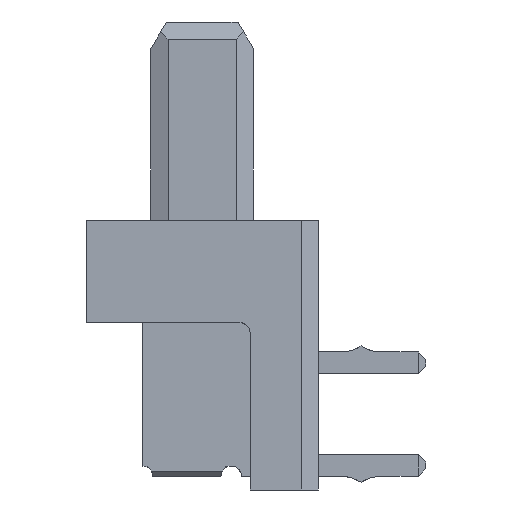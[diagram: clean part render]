
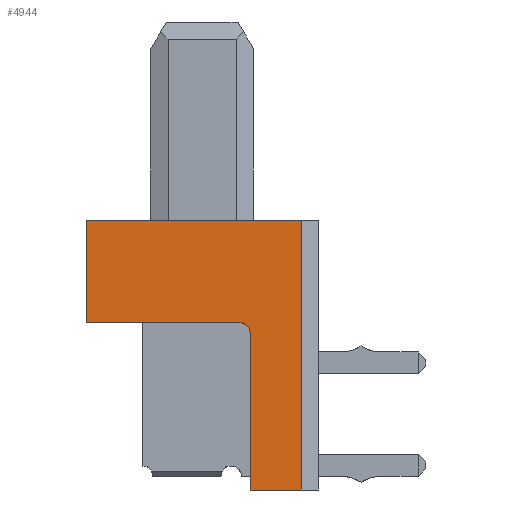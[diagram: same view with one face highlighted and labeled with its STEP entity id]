
A CAD part, left-side view. The second image highlights one B-rep face of the part: STEP entity #4944.
In plain terms, the highlighted planar face has unit normal (1, 0, 0).
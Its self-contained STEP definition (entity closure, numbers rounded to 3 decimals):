
#4944=ADVANCED_FACE('',(#5909),#5462,.T.);
#5462=PLANE('',#20017);
#5909=FACE_OUTER_BOUND('',#6415,.T.);
#6415=EDGE_LOOP('',(#7478,#7479,#7480,#7481,#7482,#7483,#7484));
#6964=B_SPLINE_CURVE_WITH_KNOTS('',3,(#24121,#24122,#24123,#24124),.UNSPECIFIED.,
 .F.,.F.,(4,4),(0.,1.),.UNSPECIFIED.);
#7478=ORIENTED_EDGE('',*,*,#13018,.T.);
#7479=ORIENTED_EDGE('',*,*,#13019,.T.);
#7480=ORIENTED_EDGE('',*,*,#13020,.T.);
#7481=ORIENTED_EDGE('',*,*,#13021,.T.);
#7482=ORIENTED_EDGE('',*,*,#13022,.T.);
#7483=ORIENTED_EDGE('',*,*,#13023,.T.);
#7484=ORIENTED_EDGE('',*,*,#13024,.T.);
#10248=VERTEX_POINT('',#24115);
#10249=VERTEX_POINT('',#24116);
#10250=VERTEX_POINT('',#24118);
#10251=VERTEX_POINT('',#24120);
#10252=VERTEX_POINT('',#24125);
#10253=VERTEX_POINT('',#24127);
#10254=VERTEX_POINT('',#24129);
#13018=EDGE_CURVE('',#10248,#10249,#15788,.T.);
#13019=EDGE_CURVE('',#10249,#10250,#15789,.T.);
#13020=EDGE_CURVE('',#10250,#10251,#15790,.T.);
#13021=EDGE_CURVE('',#10251,#10252,#6964,.T.);
#13022=EDGE_CURVE('',#10252,#10253,#15791,.T.);
#13023=EDGE_CURVE('',#10253,#10254,#15792,.T.);
#13024=EDGE_CURVE('',#10254,#10248,#15793,.T.);
#15788=LINE('',#24114,#17902);
#15789=LINE('',#24117,#17903);
#15790=LINE('',#24119,#17904);
#15791=LINE('',#24126,#17905);
#15792=LINE('',#24128,#17906);
#15793=LINE('',#24130,#17907);
#17902=VECTOR('',#20679,1.);
#17903=VECTOR('',#20680,1.);
#17904=VECTOR('',#20681,1.);
#17905=VECTOR('',#20682,1.);
#17906=VECTOR('',#20683,1.);
#17907=VECTOR('',#20684,1.);
#20017=AXIS2_PLACEMENT_3D('',#24131,#20685,#20686);
#20679=DIRECTION('',(0.,0.,-1.));
#20680=DIRECTION('',(0.,1.,0.));
#20681=DIRECTION('',(0.,0.,1.));
#20682=DIRECTION('',(0.,1.,0.));
#20683=DIRECTION('',(0.,0.,1.));
#20684=DIRECTION('',(0.,-1.,0.));
#20685=DIRECTION('',(1.,0.,0.));
#20686=DIRECTION('',(0.,0.,-1.));
#24114=CARTESIAN_POINT('',(-13.5,0.5,-3.95));
#24115=CARTESIAN_POINT('',(-13.5,0.5,0.));
#24116=CARTESIAN_POINT('',(-13.5,0.5,-7.9));
#24117=CARTESIAN_POINT('',(-13.5,3.65,-7.9));
#24118=CARTESIAN_POINT('',(-13.5,2.,-7.9));
#24119=CARTESIAN_POINT('',(-13.5,2.,-3.95));
#24120=CARTESIAN_POINT('',(-13.5,2.,-3.3));
#24121=CARTESIAN_POINT('',(-13.5,2.,-3.3));
#24122=CARTESIAN_POINT('',(-13.5,2.001,-3.143));
#24123=CARTESIAN_POINT('',(-13.5,2.143,-2.998));
#24124=CARTESIAN_POINT('',(-13.5,2.3,-3.));
#24125=CARTESIAN_POINT('',(-13.5,2.3,-3.));
#24126=CARTESIAN_POINT('',(-13.5,3.65,-3.));
#24127=CARTESIAN_POINT('',(-13.5,6.8,-3.));
#24128=CARTESIAN_POINT('',(-13.5,6.8,-3.95));
#24129=CARTESIAN_POINT('',(-13.5,6.8,0.));
#24130=CARTESIAN_POINT('',(-13.5,3.65,0.));
#24131=CARTESIAN_POINT('',(-13.5,0.374,0.158));
